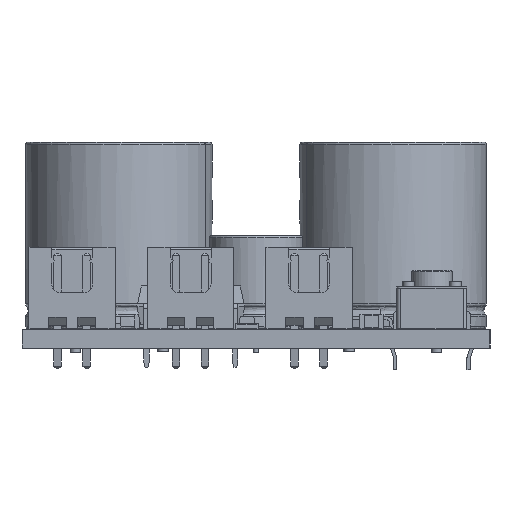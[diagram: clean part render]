
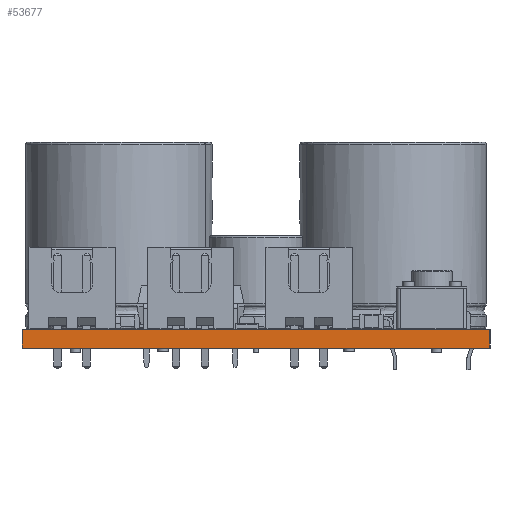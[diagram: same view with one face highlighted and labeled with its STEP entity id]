
A CAD part, left-side view. The second image highlights one B-rep face of the part: STEP entity #53677.
In plain terms, the highlighted planar face has unit normal (-1, 0, 0).
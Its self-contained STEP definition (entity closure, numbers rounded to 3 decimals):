
#53561 = EDGE_CURVE('',#53562,#53564,#53566,.T.);
#53562 = VERTEX_POINT('',#53563);
#53563 = CARTESIAN_POINT('',(109.728,-81.788,0.));
#53564 = VERTEX_POINT('',#53565);
#53565 = CARTESIAN_POINT('',(109.728,-81.788,1.6));
#53566 = SURFACE_CURVE('',#53567,(#53571,#53583),.PCURVE_S1.);
#53567 = LINE('',#53568,#53569);
#53568 = CARTESIAN_POINT('',(109.728,-81.788,0.));
#53569 = VECTOR('',#53570,1.);
#53570 = DIRECTION('',(0.,0.,1.));
#53571 = PCURVE('',#53572,#53577);
#53572 = PLANE('',#53573);
#53573 = AXIS2_PLACEMENT_3D('',#53574,#53575,#53576);
#53574 = CARTESIAN_POINT('',(109.728,-81.788,0.));
#53575 = DIRECTION('',(0.,1.,0.));
#53576 = DIRECTION('',(1.,0.,0.));
#53577 = DEFINITIONAL_REPRESENTATION('',(#53578),#53582);
#53578 = LINE('',#53579,#53580);
#53579 = CARTESIAN_POINT('',(0.,0.));
#53580 = VECTOR('',#53581,1.);
#53581 = DIRECTION('',(0.,-1.));
#53582 = ( GEOMETRIC_REPRESENTATION_CONTEXT(2) 
PARAMETRIC_REPRESENTATION_CONTEXT() REPRESENTATION_CONTEXT('2D SPACE',''
  ) );
#53583 = PCURVE('',#53584,#53589);
#53584 = PLANE('',#53585);
#53585 = AXIS2_PLACEMENT_3D('',#53586,#53587,#53588);
#53586 = CARTESIAN_POINT('',(109.728,-121.92,0.));
#53587 = DIRECTION('',(-1.,0.,0.));
#53588 = DIRECTION('',(0.,1.,0.));
#53589 = DEFINITIONAL_REPRESENTATION('',(#53590),#53594);
#53590 = LINE('',#53591,#53592);
#53591 = CARTESIAN_POINT('',(40.132,0.));
#53592 = VECTOR('',#53593,1.);
#53593 = DIRECTION('',(0.,-1.));
#53594 = ( GEOMETRIC_REPRESENTATION_CONTEXT(2) 
PARAMETRIC_REPRESENTATION_CONTEXT() REPRESENTATION_CONTEXT('2D SPACE',''
  ) );
#53612 = PLANE('',#53613);
#53613 = AXIS2_PLACEMENT_3D('',#53614,#53615,#53616);
#53614 = CARTESIAN_POINT('',(147.32,-101.854,1.6));
#53615 = DIRECTION('',(-0.,-0.,-1.));
#53616 = DIRECTION('',(-1.,0.,0.));
#53666 = PLANE('',#53667);
#53667 = AXIS2_PLACEMENT_3D('',#53668,#53669,#53670);
#53668 = CARTESIAN_POINT('',(147.32,-101.854,0.));
#53669 = DIRECTION('',(-0.,-0.,-1.));
#53670 = DIRECTION('',(-1.,0.,0.));
#53677 = ADVANCED_FACE('',(#53678),#53584,.T.);
#53678 = FACE_BOUND('',#53679,.T.);
#53679 = EDGE_LOOP('',(#53680,#53710,#53731,#53732));
#53680 = ORIENTED_EDGE('',*,*,#53681,.T.);
#53681 = EDGE_CURVE('',#53682,#53684,#53686,.T.);
#53682 = VERTEX_POINT('',#53683);
#53683 = CARTESIAN_POINT('',(109.728,-121.92,0.));
#53684 = VERTEX_POINT('',#53685);
#53685 = CARTESIAN_POINT('',(109.728,-121.92,1.6));
#53686 = SURFACE_CURVE('',#53687,(#53691,#53698),.PCURVE_S1.);
#53687 = LINE('',#53688,#53689);
#53688 = CARTESIAN_POINT('',(109.728,-121.92,0.));
#53689 = VECTOR('',#53690,1.);
#53690 = DIRECTION('',(0.,0.,1.));
#53691 = PCURVE('',#53584,#53692);
#53692 = DEFINITIONAL_REPRESENTATION('',(#53693),#53697);
#53693 = LINE('',#53694,#53695);
#53694 = CARTESIAN_POINT('',(0.,0.));
#53695 = VECTOR('',#53696,1.);
#53696 = DIRECTION('',(0.,-1.));
#53697 = ( GEOMETRIC_REPRESENTATION_CONTEXT(2) 
PARAMETRIC_REPRESENTATION_CONTEXT() REPRESENTATION_CONTEXT('2D SPACE',''
  ) );
#53698 = PCURVE('',#53699,#53704);
#53699 = PLANE('',#53700);
#53700 = AXIS2_PLACEMENT_3D('',#53701,#53702,#53703);
#53701 = CARTESIAN_POINT('',(184.912,-121.92,0.));
#53702 = DIRECTION('',(0.,-1.,0.));
#53703 = DIRECTION('',(-1.,0.,0.));
#53704 = DEFINITIONAL_REPRESENTATION('',(#53705),#53709);
#53705 = LINE('',#53706,#53707);
#53706 = CARTESIAN_POINT('',(75.184,0.));
#53707 = VECTOR('',#53708,1.);
#53708 = DIRECTION('',(0.,-1.));
#53709 = ( GEOMETRIC_REPRESENTATION_CONTEXT(2) 
PARAMETRIC_REPRESENTATION_CONTEXT() REPRESENTATION_CONTEXT('2D SPACE',''
  ) );
#53710 = ORIENTED_EDGE('',*,*,#53711,.T.);
#53711 = EDGE_CURVE('',#53684,#53564,#53712,.T.);
#53712 = SURFACE_CURVE('',#53713,(#53717,#53724),.PCURVE_S1.);
#53713 = LINE('',#53714,#53715);
#53714 = CARTESIAN_POINT('',(109.728,-121.92,1.6));
#53715 = VECTOR('',#53716,1.);
#53716 = DIRECTION('',(0.,1.,0.));
#53717 = PCURVE('',#53584,#53718);
#53718 = DEFINITIONAL_REPRESENTATION('',(#53719),#53723);
#53719 = LINE('',#53720,#53721);
#53720 = CARTESIAN_POINT('',(0.,-1.6));
#53721 = VECTOR('',#53722,1.);
#53722 = DIRECTION('',(1.,0.));
#53723 = ( GEOMETRIC_REPRESENTATION_CONTEXT(2) 
PARAMETRIC_REPRESENTATION_CONTEXT() REPRESENTATION_CONTEXT('2D SPACE',''
  ) );
#53724 = PCURVE('',#53612,#53725);
#53725 = DEFINITIONAL_REPRESENTATION('',(#53726),#53730);
#53726 = LINE('',#53727,#53728);
#53727 = CARTESIAN_POINT('',(37.592,-20.066));
#53728 = VECTOR('',#53729,1.);
#53729 = DIRECTION('',(0.,1.));
#53730 = ( GEOMETRIC_REPRESENTATION_CONTEXT(2) 
PARAMETRIC_REPRESENTATION_CONTEXT() REPRESENTATION_CONTEXT('2D SPACE',''
  ) );
#53731 = ORIENTED_EDGE('',*,*,#53561,.F.);
#53732 = ORIENTED_EDGE('',*,*,#53733,.F.);
#53733 = EDGE_CURVE('',#53682,#53562,#53734,.T.);
#53734 = SURFACE_CURVE('',#53735,(#53739,#53746),.PCURVE_S1.);
#53735 = LINE('',#53736,#53737);
#53736 = CARTESIAN_POINT('',(109.728,-121.92,0.));
#53737 = VECTOR('',#53738,1.);
#53738 = DIRECTION('',(0.,1.,0.));
#53739 = PCURVE('',#53584,#53740);
#53740 = DEFINITIONAL_REPRESENTATION('',(#53741),#53745);
#53741 = LINE('',#53742,#53743);
#53742 = CARTESIAN_POINT('',(0.,0.));
#53743 = VECTOR('',#53744,1.);
#53744 = DIRECTION('',(1.,0.));
#53745 = ( GEOMETRIC_REPRESENTATION_CONTEXT(2) 
PARAMETRIC_REPRESENTATION_CONTEXT() REPRESENTATION_CONTEXT('2D SPACE',''
  ) );
#53746 = PCURVE('',#53666,#53747);
#53747 = DEFINITIONAL_REPRESENTATION('',(#53748),#53752);
#53748 = LINE('',#53749,#53750);
#53749 = CARTESIAN_POINT('',(37.592,-20.066));
#53750 = VECTOR('',#53751,1.);
#53751 = DIRECTION('',(0.,1.));
#53752 = ( GEOMETRIC_REPRESENTATION_CONTEXT(2) 
PARAMETRIC_REPRESENTATION_CONTEXT() REPRESENTATION_CONTEXT('2D SPACE',''
  ) );
